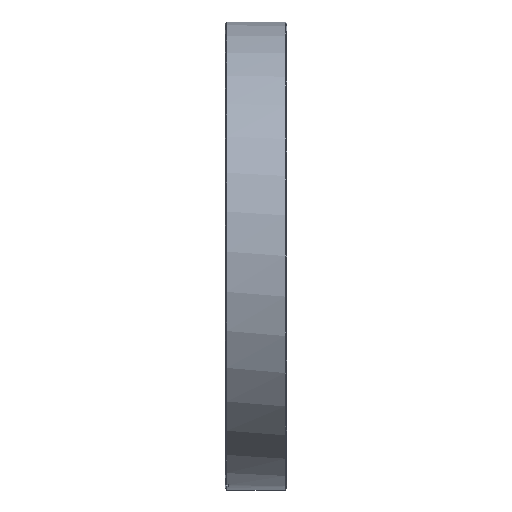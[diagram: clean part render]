
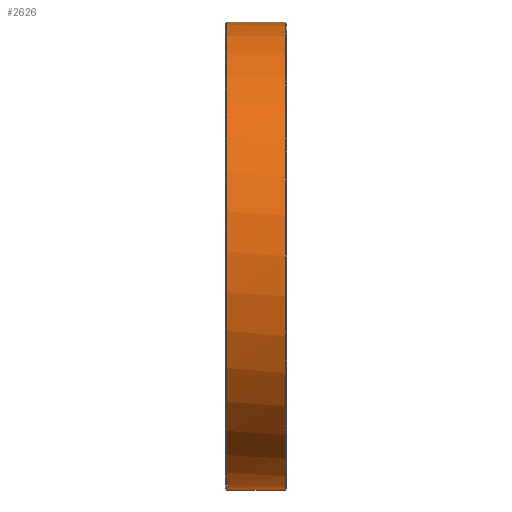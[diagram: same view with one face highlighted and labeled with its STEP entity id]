
A CAD part, left-side view. The second image highlights one B-rep face of the part: STEP entity #2626.
In plain terms, the highlighted cylindrical face has radius 75.8 mm (diameter 151.6 mm), a partial arc.
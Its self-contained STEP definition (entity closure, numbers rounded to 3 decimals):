
#39 = EDGE_CURVE ( 'NONE', #1976, #835, #664, .T. ) ;
#64 = CARTESIAN_POINT ( 'NONE',  ( 0., 19.776, -75.8 ) ) ;
#76 = CARTESIAN_POINT ( 'NONE',  ( 0., 19.776, 0. ) ) ;
#152 = LINE ( 'NONE', #436, #1186 ) ;
#233 = LINE ( 'NONE', #2142, #1340 ) ;
#242 = VECTOR ( 'NONE', #1510, 1000. ) ;
#319 = EDGE_LOOP ( 'NONE', ( #2265, #1256, #1898, #1393, #344, #2073, #2070, #1490 ) ) ;
#344 = ORIENTED_EDGE ( 'NONE', *, *, #1602, .F. ) ;
#349 = CIRCLE ( 'NONE', #885, 75.8 ) ;
#361 = EDGE_CURVE ( 'NONE', #2340, #572, #349, .T. ) ;
#395 = DIRECTION ( 'NONE',  ( 0., 1., 0. ) ) ;
#436 = CARTESIAN_POINT ( 'NONE',  ( 0., 19.776, 75.8 ) ) ;
#445 = DIRECTION ( 'NONE',  ( 0., 1., 0. ) ) ;
#491 = VECTOR ( 'NONE', #395, 1000. ) ;
#502 = DIRECTION ( 'NONE',  ( 0., 1., 0. ) ) ;
#524 = EDGE_CURVE ( 'NONE', #1361, #1263, #2191, .T. ) ;
#572 = VERTEX_POINT ( 'NONE', #1355 ) ;
#616 = CARTESIAN_POINT ( 'NONE',  ( -15.767, -1., -74.142 ) ) ;
#664 = CIRCLE ( 'NONE', #2154, 75.8 ) ;
#706 = CARTESIAN_POINT ( 'NONE',  ( 0., -0.5, 0. ) ) ;
#744 = CARTESIAN_POINT ( 'NONE',  ( 0., -1., 0. ) ) ;
#835 = VERTEX_POINT ( 'NONE', #946 ) ;
#839 = VERTEX_POINT ( 'NONE', #1152 ) ;
#840 = VERTEX_POINT ( 'NONE', #2569 ) ;
#885 = AXIS2_PLACEMENT_3D ( 'NONE', #1747, #502, #1952 ) ;
#913 = DIRECTION ( 'NONE',  ( 0., 0., 1. ) ) ;
#946 = CARTESIAN_POINT ( 'NONE',  ( -13.806, -1., -74.532 ) ) ;
#1001 = EDGE_CURVE ( 'NONE', #835, #1361, #233, .T. ) ;
#1020 = CARTESIAN_POINT ( 'NONE',  ( 0., -0.5, -75.8 ) ) ;
#1045 = CARTESIAN_POINT ( 'NONE',  ( 0., -0.5, 0. ) ) ;
#1101 = EDGE_CURVE ( 'NONE', #840, #839, #2380, .T. ) ;
#1110 = AXIS2_PLACEMENT_3D ( 'NONE', #706, #2136, #913 ) ;
#1152 = CARTESIAN_POINT ( 'NONE',  ( -15.767, -0.5, -74.142 ) ) ;
#1186 = VECTOR ( 'NONE', #445, 1000. ) ;
#1203 = AXIS2_PLACEMENT_3D ( 'NONE', #76, #2332, #2508 ) ;
#1256 = ORIENTED_EDGE ( 'NONE', *, *, #361, .T. ) ;
#1263 = VERTEX_POINT ( 'NONE', #1020 ) ;
#1273 = DIRECTION ( 'NONE',  ( 0., 0., 1. ) ) ;
#1280 = CARTESIAN_POINT ( 'NONE',  ( 0., -19.4, -75.8 ) ) ;
#1316 = FACE_OUTER_BOUND ( 'NONE', #319, .T. ) ;
#1328 = DIRECTION ( 'NONE',  ( 0., -1., 0. ) ) ;
#1340 = VECTOR ( 'NONE', #2033, 1000. ) ;
#1348 = LINE ( 'NONE', #64, #242 ) ;
#1355 = CARTESIAN_POINT ( 'NONE',  ( 0., -19.4, 75.8 ) ) ;
#1361 = VERTEX_POINT ( 'NONE', #1956 ) ;
#1393 = ORIENTED_EDGE ( 'NONE', *, *, #1101, .T. ) ;
#1490 = ORIENTED_EDGE ( 'NONE', *, *, #524, .T. ) ;
#1510 = DIRECTION ( 'NONE',  ( 0., 1., 0. ) ) ;
#1522 = AXIS2_PLACEMENT_3D ( 'NONE', #1045, #2474, #1273 ) ;
#1525 = DIRECTION ( 'NONE',  ( 0., 0., 1. ) ) ;
#1602 = EDGE_CURVE ( 'NONE', #1976, #839, #2071, .T. ) ;
#1636 = CARTESIAN_POINT ( 'NONE',  ( -15.767, 19.776, -74.142 ) ) ;
#1747 = CARTESIAN_POINT ( 'NONE',  ( 0., -19.4, 0. ) ) ;
#1898 = ORIENTED_EDGE ( 'NONE', *, *, #2175, .T. ) ;
#1952 = DIRECTION ( 'NONE',  ( 0., 0., -1. ) ) ;
#1956 = CARTESIAN_POINT ( 'NONE',  ( -13.806, -0.5, -74.532 ) ) ;
#1976 = VERTEX_POINT ( 'NONE', #616 ) ;
#2033 = DIRECTION ( 'NONE',  ( 0., 1., 0. ) ) ;
#2070 = ORIENTED_EDGE ( 'NONE', *, *, #1001, .T. ) ;
#2071 = LINE ( 'NONE', #1636, #491 ) ;
#2073 = ORIENTED_EDGE ( 'NONE', *, *, #39, .T. ) ;
#2136 = DIRECTION ( 'NONE',  ( 0., -1., 0. ) ) ;
#2142 = CARTESIAN_POINT ( 'NONE',  ( -13.806, 19.776, -74.532 ) ) ;
#2154 = AXIS2_PLACEMENT_3D ( 'NONE', #744, #1328, #1525 ) ;
#2175 = EDGE_CURVE ( 'NONE', #572, #840, #152, .T. ) ;
#2191 = CIRCLE ( 'NONE', #1110, 75.8 ) ;
#2265 = ORIENTED_EDGE ( 'NONE', *, *, #2417, .F. ) ;
#2328 = CYLINDRICAL_SURFACE ( 'NONE', #1203, 75.8 ) ;
#2332 = DIRECTION ( 'NONE',  ( 0., 1., 0. ) ) ;
#2340 = VERTEX_POINT ( 'NONE', #1280 ) ;
#2380 = CIRCLE ( 'NONE', #1522, 75.8 ) ;
#2417 = EDGE_CURVE ( 'NONE', #2340, #1263, #1348, .T. ) ;
#2474 = DIRECTION ( 'NONE',  ( 0., -1., 0. ) ) ;
#2508 = DIRECTION ( 'NONE',  ( 0., 0., 1. ) ) ;
#2569 = CARTESIAN_POINT ( 'NONE',  ( 0., -0.5, 75.8 ) ) ;
#2626 = ADVANCED_FACE ( 'NONE', ( #1316 ), #2328, .T. ) ;
